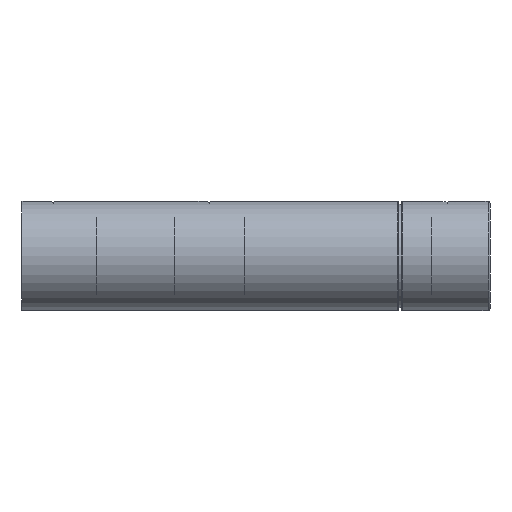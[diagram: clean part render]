
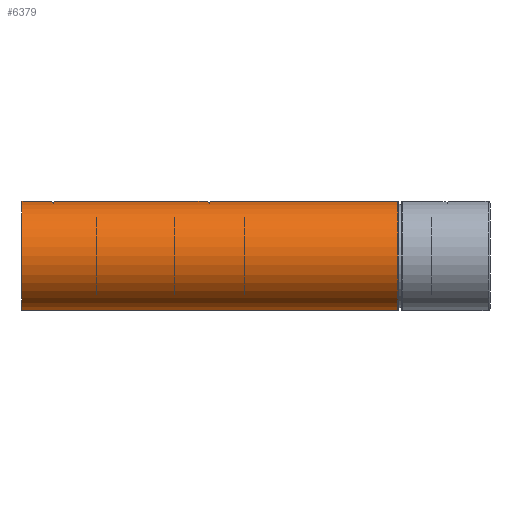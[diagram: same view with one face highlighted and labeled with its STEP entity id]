
A CAD part, front view. The second image highlights one B-rep face of the part: STEP entity #6379.
In plain terms, the highlighted cylindrical face has radius 14 mm (diameter 28 mm), a partial arc.
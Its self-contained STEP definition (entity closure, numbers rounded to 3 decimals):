
#5335=CARTESIAN_POINT('',(48.,2.1,-13.842));
#5336=CARTESIAN_POINT('',(48.155,2.1,-13.842));
#5337=CARTESIAN_POINT('',(48.459,2.067,-13.847));
#5338=CARTESIAN_POINT('',(48.915,1.911,-13.869));
#5339=CARTESIAN_POINT('',(49.329,1.65,-13.904));
#5340=CARTESIAN_POINT('',(49.667,1.305,-13.941));
#5341=CARTESIAN_POINT('',(49.911,0.912,
-13.972));
#5342=CARTESIAN_POINT('',(50.067,0.459,
-13.995));
#5343=CARTESIAN_POINT('',(50.1,0.155,-14.));
#5344=CARTESIAN_POINT('',(50.1,0.,-14.));
#5346=CARTESIAN_POINT('',(96.4,0.,0.));
#5347=DIRECTION('',(-1.,0.,0.));
#5348=DIRECTION('',(0.,0.,1.));
#5349=AXIS2_PLACEMENT_3D('',#5346,#5347,#5348);
#5351=CARTESIAN_POINT('',(0.,0.,0.));
#5352=DIRECTION('',(1.,0.,0.));
#5353=DIRECTION('',(0.,0.,-1.));
#5354=AXIS2_PLACEMENT_3D('',#5351,#5352,#5353);
#5356=CARTESIAN_POINT('',(5.9,0.,-14.));
#5357=CARTESIAN_POINT('',(5.9,0.167,-14.));
#5358=CARTESIAN_POINT('',(5.939,0.487,
-13.994));
#5359=CARTESIAN_POINT('',(6.096,0.925,
-13.971));
#5360=CARTESIAN_POINT('',(6.338,1.312,-13.94));
#5361=CARTESIAN_POINT('',(6.678,1.655,-13.903));
#5362=CARTESIAN_POINT('',(7.082,1.909,-13.87));
#5363=CARTESIAN_POINT('',(7.548,2.069,-13.846));
#5364=CARTESIAN_POINT('',(7.848,2.1,-13.842));
#5365=CARTESIAN_POINT('',(8.,2.1,-13.842));
#5367=CARTESIAN_POINT('',(8.,2.1,-13.842));
#5368=CARTESIAN_POINT('',(8.153,2.1,-13.842));
#5369=CARTESIAN_POINT('',(8.455,2.068,-13.846));
#5370=CARTESIAN_POINT('',(8.917,1.91,-13.87));
#5371=CARTESIAN_POINT('',(9.322,1.655,-13.903));
#5372=CARTESIAN_POINT('',(9.66,1.314,-13.94));
#5373=CARTESIAN_POINT('',(9.9,0.931,
-13.971));
#5374=CARTESIAN_POINT('',(10.059,0.494,
-13.994));
#5375=CARTESIAN_POINT('',(10.1,0.17,-14.));
#5376=CARTESIAN_POINT('',(10.1,0.,-14.));
#5378=CARTESIAN_POINT('',(45.9,0.,-14.));
#5379=CARTESIAN_POINT('',(45.9,0.167,-14.));
#5380=CARTESIAN_POINT('',(45.939,0.487,
-13.994));
#5381=CARTESIAN_POINT('',(46.096,0.925,
-13.971));
#5382=CARTESIAN_POINT('',(46.338,1.312,-13.94));
#5383=CARTESIAN_POINT('',(46.678,1.655,-13.903));
#5384=CARTESIAN_POINT('',(47.082,1.909,-13.87));
#5385=CARTESIAN_POINT('',(47.548,2.069,-13.846));
#5386=CARTESIAN_POINT('',(47.848,2.1,-13.842));
#5387=CARTESIAN_POINT('',(48.,2.1,-13.842));
#5462=DIRECTION('',(1.,0.,0.));
#5463=VECTOR('',#5462,35.8);
#5464=CARTESIAN_POINT('',(10.1,0.,-14.));
#5465=LINE('',#5464,#5463);
#5488=DIRECTION('',(1.,0.,0.));
#5489=VECTOR('',#5488,5.9);
#5490=CARTESIAN_POINT('',(0.,0.,-14.));
#5491=LINE('',#5490,#5489);
#5497=DIRECTION('',(1.,0.,0.));
#5498=VECTOR('',#5497,96.4);
#5499=CARTESIAN_POINT('',(0.,0.,14.));
#5500=LINE('',#5499,#5498);
#5506=DIRECTION('',(1.,0.,0.));
#5507=VECTOR('',#5506,46.3);
#5508=CARTESIAN_POINT('',(50.1,0.,-14.));
#5509=LINE('',#5508,#5507);
#6218=CARTESIAN_POINT('',(0.,0.,-14.));
#6219=CARTESIAN_POINT('',(0.,0.,14.));
#6220=VERTEX_POINT('',#6218);
#6221=VERTEX_POINT('',#6219);
#6250=CARTESIAN_POINT('',(96.4,0.,-14.));
#6251=CARTESIAN_POINT('',(96.4,0.,14.));
#6252=VERTEX_POINT('',#6250);
#6253=VERTEX_POINT('',#6251);
#6328=VERTEX_POINT('',#5367);
#6329=VERTEX_POINT('',#5376);
#6330=VERTEX_POINT('',#5356);
#6344=VERTEX_POINT('',#5335);
#6345=VERTEX_POINT('',#5344);
#6346=VERTEX_POINT('',#5378);
#6352=CARTESIAN_POINT('',(126.,0.,0.));
#6353=DIRECTION('',(1.,0.,0.));
#6354=DIRECTION('',(0.,0.,1.));
#6355=AXIS2_PLACEMENT_3D('',#6352,#6353,#6354);
#6356=CYLINDRICAL_SURFACE('',#6355,14.);
#6358=ORIENTED_EDGE('',*,*,#6357,.T.);
#6360=ORIENTED_EDGE('',*,*,#6359,.T.);
#6362=ORIENTED_EDGE('',*,*,#6361,.F.);
#6364=ORIENTED_EDGE('',*,*,#6363,.F.);
#6366=ORIENTED_EDGE('',*,*,#6365,.F.);
#6368=ORIENTED_EDGE('',*,*,#6367,.T.);
#6370=ORIENTED_EDGE('',*,*,#6369,.T.);
#6372=ORIENTED_EDGE('',*,*,#6371,.T.);
#6374=ORIENTED_EDGE('',*,*,#6373,.T.);
#6376=ORIENTED_EDGE('',*,*,#6375,.T.);
#6377=EDGE_LOOP('',(#6358,#6360,#6362,#6364,#6366,#6368,#6370,#6372,#6374,
#6376));
#6378=FACE_OUTER_BOUND('',#6377,.F.);
#6379=ADVANCED_FACE('',(#6378),#6356,.T.);
#5345=B_SPLINE_CURVE_WITH_KNOTS('',3,(#5335,#5336,#5337,#5338,#5339,#5340,#5341,
#5342,#5343,#5344),.UNSPECIFIED.,.F.,.F.,(4,1,1,1,1,1,1,4),(0.,
0.143,0.286,0.429,0.571,
0.714,0.857,1.),.UNSPECIFIED.);
#5350=CIRCLE('',#5349,14.);
#5355=CIRCLE('',#5354,14.);
#5366=B_SPLINE_CURVE_WITH_KNOTS('',3,(#5356,#5357,#5358,#5359,#5360,#5361,#5362,
#5363,#5364,#5365),.UNSPECIFIED.,.F.,.F.,(4,1,1,1,1,1,1,4),(0.,
0.143,0.286,0.429,0.571,
0.714,0.857,1.),.UNSPECIFIED.);
#5377=B_SPLINE_CURVE_WITH_KNOTS('',3,(#5367,#5368,#5369,#5370,#5371,#5372,#5373,
#5374,#5375,#5376),.UNSPECIFIED.,.F.,.F.,(4,1,1,1,1,1,1,4),(0.,
0.143,0.286,0.429,0.571,
0.714,0.857,1.),.UNSPECIFIED.);
#5388=B_SPLINE_CURVE_WITH_KNOTS('',3,(#5378,#5379,#5380,#5381,#5382,#5383,#5384,
#5385,#5386,#5387),.UNSPECIFIED.,.F.,.F.,(4,1,1,1,1,1,1,4),(0.,
0.143,0.286,0.429,0.571,
0.714,0.857,1.),.UNSPECIFIED.);
#6357=EDGE_CURVE('',#6344,#6345,#5345,.T.);
#6359=EDGE_CURVE('',#6345,#6252,#5509,.T.);
#6361=EDGE_CURVE('',#6253,#6252,#5350,.T.);
#6363=EDGE_CURVE('',#6221,#6253,#5500,.T.);
#6365=EDGE_CURVE('',#6220,#6221,#5355,.T.);
#6367=EDGE_CURVE('',#6220,#6330,#5491,.T.);
#6369=EDGE_CURVE('',#6330,#6328,#5366,.T.);
#6371=EDGE_CURVE('',#6328,#6329,#5377,.T.);
#6373=EDGE_CURVE('',#6329,#6346,#5465,.T.);
#6375=EDGE_CURVE('',#6346,#6344,#5388,.T.);
